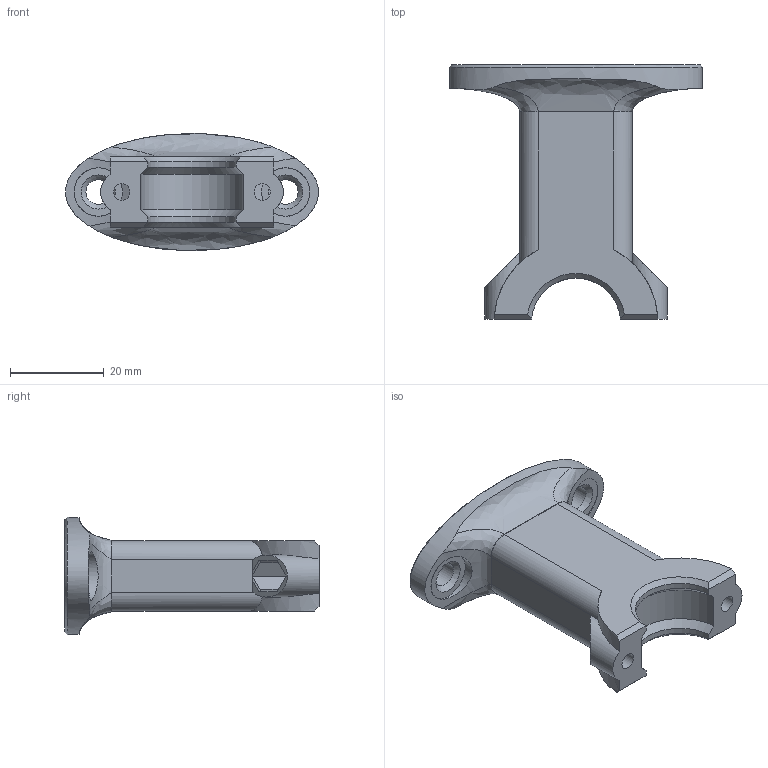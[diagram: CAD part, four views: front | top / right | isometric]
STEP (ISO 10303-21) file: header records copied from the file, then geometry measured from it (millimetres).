
FILE_DESCRIPTION(/* description */ ('Alibre Inc.'),/* implementation_level */ '2;1');
FILE_NAME(/* name */ 'export0',/* time_stamp */ '2015-07-11T14:28:13+12:00',/* author */ (''),/* organization */ (''),/* preprocessor_version */ 'ST-DEVELOPER v14',/* originating_system */ 'Alibre',/* authorisation */ '');
FILE_SCHEMA (('CONFIG_CONTROL_DESIGN'));
Length unit declared in the file: centimetre
Products named in the file (1): ID_1
Bounding box: 54 x 54.25 x 25 mm (x, y, z)
Volume: 14194.4 mm3; surface area: 9124.4 mm2
Topology: 1 solids, 1 shells, 93 faces, 253 edges, 165 vertices
Faces by surface type: plane 58, cylinder 19, cone 6, bspline 5, extrusion 5
Full cylindrical faces by diameter (mm): 3.5 x2, 5.3 x2, 10.35 x2
Entity records: 4531 total; most frequent: CARTESIAN_POINT 2289, ORIENTED_EDGE 482, DIRECTION 342, EDGE_CURVE 241, VERTEX_POINT 162, VECTOR 160, LINE 155, AXIS2_PLACEMENT_3D 119
